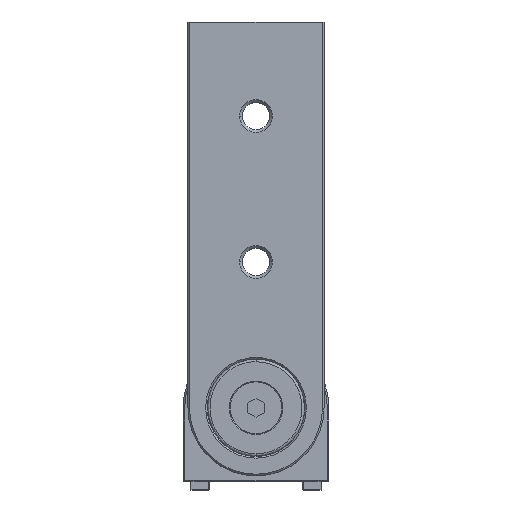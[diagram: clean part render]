
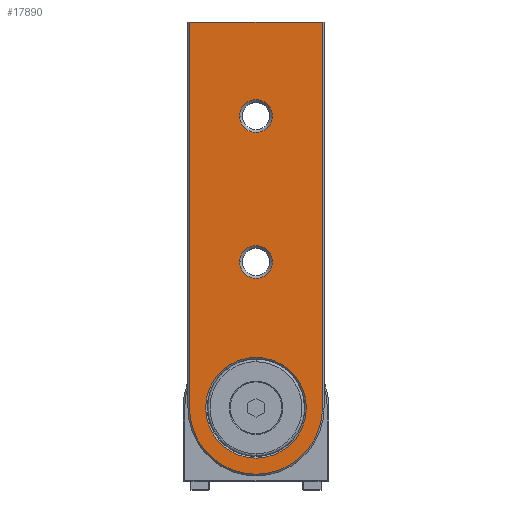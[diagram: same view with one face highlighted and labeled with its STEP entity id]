
A CAD part, top view. The second image highlights one B-rep face of the part: STEP entity #17890.
In plain terms, the highlighted planar face has unit normal (0, 0, 1).
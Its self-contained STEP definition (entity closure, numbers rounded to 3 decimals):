
#523 = CARTESIAN_POINT ( 'NONE',  ( -44.563, 97.307, 38.068 ) ) ;
#838 = FACE_BOUND ( 'NONE', #23098, .T. ) ;
#1344 = DIRECTION ( 'NONE',  ( 0., 0., 1. ) ) ;
#2499 = LINE ( 'NONE', #35739, #19911 ) ;
#3043 = CARTESIAN_POINT ( 'NONE',  ( -49.525, 97.307, 38.068 ) ) ;
#3389 = VERTEX_POINT ( 'NONE', #27274 ) ;
#3413 = EDGE_CURVE ( 'NONE', #4833, #3389, #36786, .T. ) ;
#3490 = ORIENTED_EDGE ( 'NONE', *, *, #8558, .T. ) ;
#3764 = VERTEX_POINT ( 'NONE', #12831 ) ;
#4494 = ORIENTED_EDGE ( 'NONE', *, *, #41130, .T. ) ;
#4833 = VERTEX_POINT ( 'NONE', #6877 ) ;
#5544 = VERTEX_POINT ( 'NONE', #26729 ) ;
#6877 = CARTESIAN_POINT ( 'NONE',  ( -8.525, 97.307, 38.068 ) ) ;
#6918 = CIRCLE ( 'NONE', #26691, 5.05 ) ;
#7020 = CARTESIAN_POINT ( 'NONE',  ( -29.025, 187.307, 38.068 ) ) ;
#7032 = CIRCLE ( 'NONE', #39556, 20.5 ) ;
#7323 = DIRECTION ( 'NONE',  ( 1., 0., 0. ) ) ;
#7328 = DIRECTION ( 'NONE',  ( 0., 0., -1. ) ) ;
#7365 = CARTESIAN_POINT ( 'NONE',  ( -29.025, 142.307, 38.068 ) ) ;
#8558 = EDGE_CURVE ( 'NONE', #30188, #22455, #38495, .T. ) ;
#8771 = DIRECTION ( 'NONE',  ( 0., -1., 0. ) ) ;
#8880 = VERTEX_POINT ( 'NONE', #523 ) ;
#9612 = FACE_BOUND ( 'NONE', #27469, .T. ) ;
#9857 = EDGE_CURVE ( 'NONE', #8880, #5544, #26516, .T. ) ;
#10342 = DIRECTION ( 'NONE',  ( 1., 0., 0. ) ) ;
#12068 = CARTESIAN_POINT ( 'NONE',  ( -29.025, 187.307, 38.068 ) ) ;
#12357 = CARTESIAN_POINT ( 'NONE',  ( -29.025, 97.307, 38.068 ) ) ;
#12831 = CARTESIAN_POINT ( 'NONE',  ( -34.075, 187.307, 38.068 ) ) ;
#14857 = DIRECTION ( 'NONE',  ( 0., 0., -1. ) ) ;
#15325 = DIRECTION ( 'NONE',  ( 1., 0., 0. ) ) ;
#15621 = DIRECTION ( 'NONE',  ( 1., 0., 0. ) ) ;
#16295 = EDGE_LOOP ( 'NONE', ( #41391, #24142, #4494, #35592 ) ) ;
#16744 = EDGE_CURVE ( 'NONE', #42109, #32858, #42370, .T. ) ;
#17278 = VECTOR ( 'NONE', #39466, 1000. ) ;
#17890 = ADVANCED_FACE ( 'NONE', ( #34674, #9612, #838, #18274 ), #19345, .T. ) ;
#18274 = FACE_BOUND ( 'NONE', #37533, .T. ) ;
#19345 = PLANE ( 'NONE',  #23724 ) ;
#19404 = VECTOR ( 'NONE', #24932, 1000. ) ;
#19766 = CIRCLE ( 'NONE', #30218, 15.538 ) ;
#19911 = VECTOR ( 'NONE', #39035, 1000. ) ;
#20117 = ORIENTED_EDGE ( 'NONE', *, *, #42408, .T. ) ;
#20954 = CARTESIAN_POINT ( 'NONE',  ( -29.025, 97.307, 38.068 ) ) ;
#22455 = VERTEX_POINT ( 'NONE', #24417 ) ;
#22667 = AXIS2_PLACEMENT_3D ( 'NONE', #7020, #29971, #10342 ) ;
#22858 = CARTESIAN_POINT ( 'NONE',  ( -49.525, 97.307, 38.068 ) ) ;
#22924 = CARTESIAN_POINT ( 'NONE',  ( -34.075, 142.307, 38.068 ) ) ;
#23098 = EDGE_LOOP ( 'NONE', ( #20117, #29670 ) ) ;
#23724 = AXIS2_PLACEMENT_3D ( 'NONE', #39008, #33486, #8771 ) ;
#24142 = ORIENTED_EDGE ( 'NONE', *, *, #16744, .T. ) ;
#24290 = DIRECTION ( 'NONE',  ( -1., 0., 0. ) ) ;
#24417 = CARTESIAN_POINT ( 'NONE',  ( -23.975, 142.307, 38.068 ) ) ;
#24851 = EDGE_CURVE ( 'NONE', #3764, #41382, #28492, .T. ) ;
#24932 = DIRECTION ( 'NONE',  ( 0., 1., 0. ) ) ;
#25600 = CARTESIAN_POINT ( 'NONE',  ( -8.525, 97.307, 38.068 ) ) ;
#26516 = CIRCLE ( 'NONE', #41951, 15.538 ) ;
#26691 = AXIS2_PLACEMENT_3D ( 'NONE', #34474, #14857, #37717 ) ;
#26729 = CARTESIAN_POINT ( 'NONE',  ( -13.487, 97.307, 38.068 ) ) ;
#27274 = CARTESIAN_POINT ( 'NONE',  ( -8.525, 216.307, 38.068 ) ) ;
#27469 = EDGE_LOOP ( 'NONE', ( #30396, #3490 ) ) ;
#27790 = EDGE_CURVE ( 'NONE', #42109, #3389, #2499, .T. ) ;
#28492 = CIRCLE ( 'NONE', #38717, 5.05 ) ;
#28991 = EDGE_CURVE ( 'NONE', #22455, #30188, #6918, .T. ) ;
#29303 = CARTESIAN_POINT ( 'NONE',  ( -23.975, 187.307, 38.068 ) ) ;
#29670 = ORIENTED_EDGE ( 'NONE', *, *, #24851, .T. ) ;
#29971 = DIRECTION ( 'NONE',  ( 0., 0., -1. ) ) ;
#30188 = VERTEX_POINT ( 'NONE', #22924 ) ;
#30218 = AXIS2_PLACEMENT_3D ( 'NONE', #12357, #35230, #15621 ) ;
#30396 = ORIENTED_EDGE ( 'NONE', *, *, #28991, .T. ) ;
#32062 = ORIENTED_EDGE ( 'NONE', *, *, #9857, .T. ) ;
#32858 = VERTEX_POINT ( 'NONE', #22858 ) ;
#33486 = DIRECTION ( 'NONE',  ( 0., 0., 1. ) ) ;
#33949 = AXIS2_PLACEMENT_3D ( 'NONE', #7365, #7328, #7323 ) ;
#34047 = DIRECTION ( 'NONE',  ( 1., 0., 0. ) ) ;
#34121 = CARTESIAN_POINT ( 'NONE',  ( -49.525, 216.307, 38.068 ) ) ;
#34227 = DIRECTION ( 'NONE',  ( 0., 0., -1. ) ) ;
#34474 = CARTESIAN_POINT ( 'NONE',  ( -29.025, 142.307, 38.068 ) ) ;
#34518 = CARTESIAN_POINT ( 'NONE',  ( -29.025, 97.307, 38.068 ) ) ;
#34674 = FACE_OUTER_BOUND ( 'NONE', #16295, .T. ) ;
#34939 = DIRECTION ( 'NONE',  ( 0., 0., -1. ) ) ;
#35230 = DIRECTION ( 'NONE',  ( 0., 0., -1. ) ) ;
#35592 = ORIENTED_EDGE ( 'NONE', *, *, #3413, .T. ) ;
#35739 = CARTESIAN_POINT ( 'NONE',  ( -8.025, 216.307, 38.068 ) ) ;
#36441 = CIRCLE ( 'NONE', #22667, 5.05 ) ;
#36786 = LINE ( 'NONE', #25600, #19404 ) ;
#37533 = EDGE_LOOP ( 'NONE', ( #41955, #32062 ) ) ;
#37717 = DIRECTION ( 'NONE',  ( 1., 0., 0. ) ) ;
#38495 = CIRCLE ( 'NONE', #33949, 5.05 ) ;
#38717 = AXIS2_PLACEMENT_3D ( 'NONE', #12068, #34939, #15325 ) ;
#39008 = CARTESIAN_POINT ( 'NONE',  ( -29.025, 97.307, 38.068 ) ) ;
#39035 = DIRECTION ( 'NONE',  ( 1., 0., 0. ) ) ;
#39466 = DIRECTION ( 'NONE',  ( 0., -1., 0. ) ) ;
#39556 = AXIS2_PLACEMENT_3D ( 'NONE', #20954, #1344, #24290 ) ;
#39609 = EDGE_CURVE ( 'NONE', #5544, #8880, #19766, .T. ) ;
#41130 = EDGE_CURVE ( 'NONE', #32858, #4833, #7032, .T. ) ;
#41382 = VERTEX_POINT ( 'NONE', #29303 ) ;
#41391 = ORIENTED_EDGE ( 'NONE', *, *, #27790, .F. ) ;
#41951 = AXIS2_PLACEMENT_3D ( 'NONE', #34518, #34227, #34047 ) ;
#41955 = ORIENTED_EDGE ( 'NONE', *, *, #39609, .T. ) ;
#42109 = VERTEX_POINT ( 'NONE', #34121 ) ;
#42370 = LINE ( 'NONE', #3043, #17278 ) ;
#42408 = EDGE_CURVE ( 'NONE', #41382, #3764, #36441, .T. ) ;
